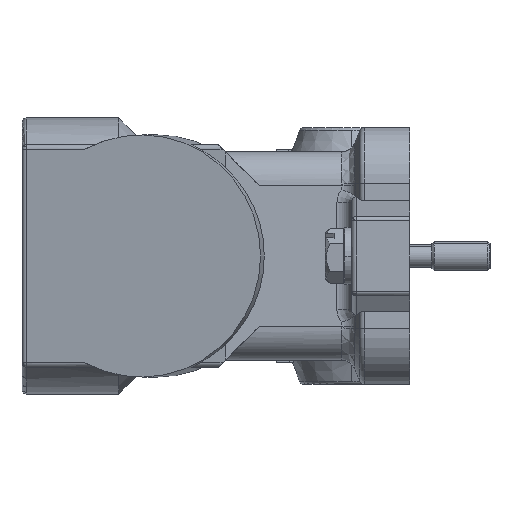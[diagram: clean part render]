
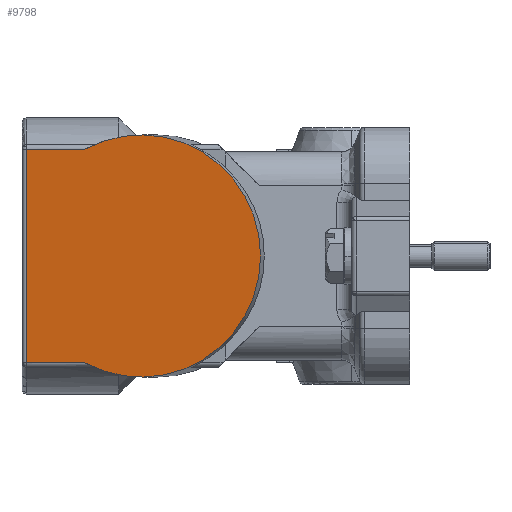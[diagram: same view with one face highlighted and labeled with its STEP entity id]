
A CAD part, left-side view. The second image highlights one B-rep face of the part: STEP entity #9798.
In plain terms, the highlighted planar face has unit normal (-0.985, 0.174, 0).
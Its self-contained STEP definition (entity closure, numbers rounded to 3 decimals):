
#1396=DIRECTION('',(-0.174,-0.985,0.));
#1397=VECTOR('',#1396,12.287);
#1398=CARTESIAN_POINT('',(-42.536,149.174,22.));
#1399=LINE('',#1398,#1397);
#1419=DIRECTION('',(0.,0.,1.));
#1420=VECTOR('',#1419,44.);
#1421=CARTESIAN_POINT('',(-42.536,149.174,
-22.));
#1422=LINE('',#1421,#1420);
#1433=DIRECTION('',(0.174,0.985,0.));
#1434=VECTOR('',#1433,12.287);
#1435=CARTESIAN_POINT('',(-44.67,137.074,
-22.));
#1436=LINE('',#1435,#1434);
#1454=CARTESIAN_POINT('',(-46.732,125.38,
0.));
#1455=DIRECTION('',(-0.985,0.174,0.));
#1456=DIRECTION('',(-0.174,-0.985,0.));
#1457=AXIS2_PLACEMENT_3D('',#1454,#1455,#1456);
#1459=CARTESIAN_POINT('',(-46.732,125.38,
0.));
#1460=DIRECTION('',(-0.985,0.174,0.));
#1461=DIRECTION('',(0.082,0.468,-0.88));
#1462=AXIS2_PLACEMENT_3D('',#1459,#1460,#1461);
#6505=CARTESIAN_POINT('',(-42.536,149.174,22.));
#6506=VERTEX_POINT('',#6505);
#6603=CARTESIAN_POINT('',(-42.536,149.174,
-22.));
#6604=VERTEX_POINT('',#6603);
#6925=CARTESIAN_POINT('',(-51.073,100.76,
0.));
#6926=CARTESIAN_POINT('',(-44.67,137.074,22.));
#6927=VERTEX_POINT('',#6925);
#6928=VERTEX_POINT('',#6926);
#6929=CARTESIAN_POINT('',(-44.67,137.074,
-22.));
#6930=VERTEX_POINT('',#6929);
#9786=CARTESIAN_POINT('',(-46.732,125.38,
0.));
#9787=DIRECTION('',(0.985,-0.174,0.));
#9788=DIRECTION('',(0.174,0.985,0.));
#9789=AXIS2_PLACEMENT_3D('',#9786,#9787,#9788);
#9790=PLANE('',#9789);
#9791=ORIENTED_EDGE('',*,*,#9779,.T.);
#9792=ORIENTED_EDGE('',*,*,#9755,.T.);
#9793=ORIENTED_EDGE('',*,*,#9723,.T.);
#9794=ORIENTED_EDGE('',*,*,#9706,.F.);
#9795=ORIENTED_EDGE('',*,*,#9704,.F.);
#9796=EDGE_LOOP('',(#9791,#9792,#9793,#9794,#9795));
#9797=FACE_OUTER_BOUND('',#9796,.F.);
#9798=ADVANCED_FACE('',(#9797),#9790,.F.);
#1458=CIRCLE('',#1457,25.);
#1463=CIRCLE('',#1462,25.);
#9704=EDGE_CURVE('',#6930,#6927,#1463,.T.);
#9706=EDGE_CURVE('',#6927,#6928,#1458,.T.);
#9723=EDGE_CURVE('',#6506,#6928,#1399,.T.);
#9755=EDGE_CURVE('',#6604,#6506,#1422,.T.);
#9779=EDGE_CURVE('',#6930,#6604,#1436,.T.);
